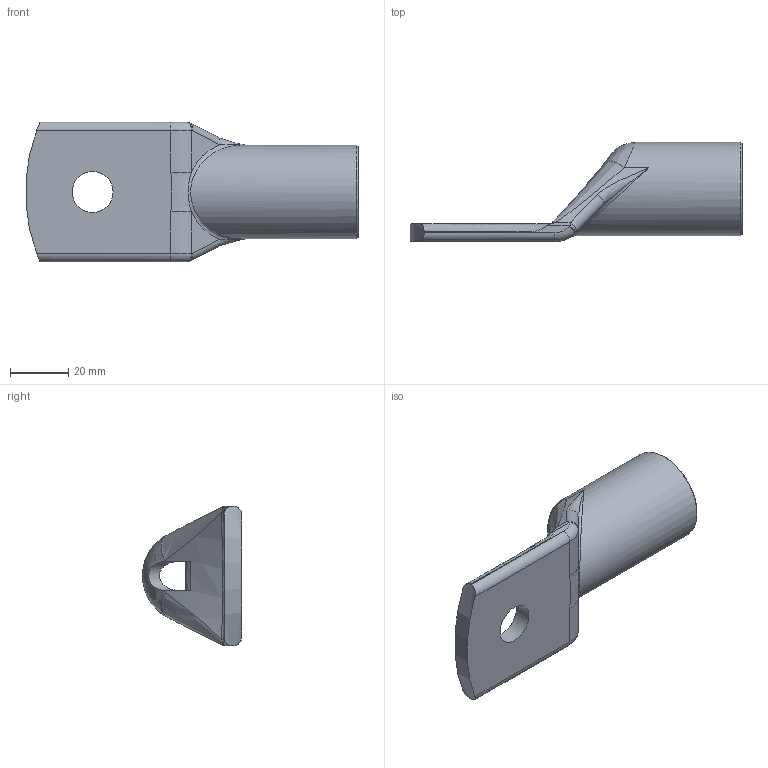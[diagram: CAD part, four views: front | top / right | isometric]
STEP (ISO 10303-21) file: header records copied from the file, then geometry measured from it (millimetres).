
FILE_DESCRIPTION((''),'2;1');
FILE_NAME('PK300-14.stp','2016-02-12T07:53:09',(''),(''),'Autodesk Inventor 2010','Autodesk Inventor 2010','');
FILE_SCHEMA(('AUTOMOTIVE_DESIGN { 1 0 10303 214 1 1 1 1 }'));
Length unit declared in the file: millimetre
Products named in the file (1): PK300-14
Bounding box: 113.85 x 34 x 48 mm (x, y, z)
Volume: 31589.5 mm3; surface area: 17242 mm2
Topology: 1 solids, 1 shells, 54 faces, 148 edges, 92 vertices
Faces by surface type: bspline 17, cylinder 16, plane 15, cone 2, sphere 2, torus 2
Full cylindrical faces by diameter (mm): 14 x1, 26 x1, 32 x1
Entity records: 3393 total; most frequent: CARTESIAN_POINT 2202, ORIENTED_EDGE 274, DIRECTION 180, EDGE_CURVE 137, VERTEX_POINT 90, AXIS2_PLACEMENT_3D 71, B_SPLINE_CURVE_WITH_KNOTS 66, EDGE_LOOP 63
